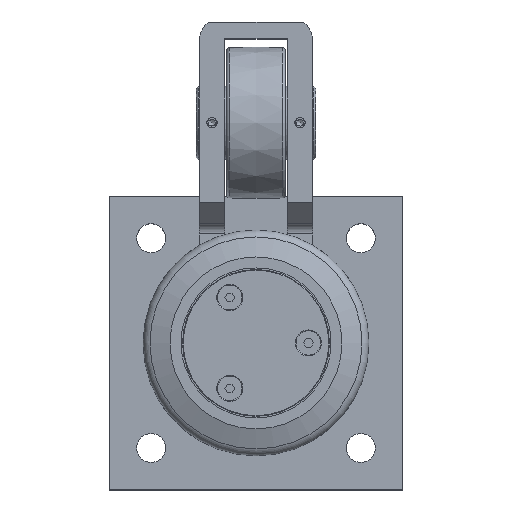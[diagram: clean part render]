
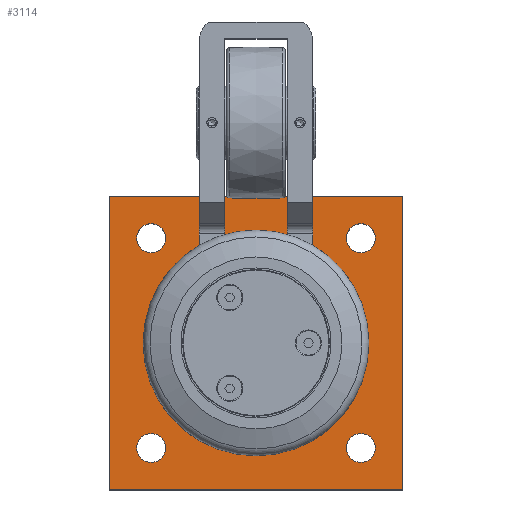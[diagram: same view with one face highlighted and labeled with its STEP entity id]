
A CAD part, top view. The second image highlights one B-rep face of the part: STEP entity #3114.
In plain terms, the highlighted planar face has unit normal (0, 0, 1).
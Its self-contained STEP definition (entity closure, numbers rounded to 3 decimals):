
#105=LINE('',#4720,#327);
#120=LINE('',#4757,#342);
#122=LINE('',#4767,#344);
#137=LINE('',#4804,#359);
#140=LINE('',#4816,#362);
#142=LINE('',#4819,#364);
#143=LINE('',#4823,#365);
#146=LINE('',#4828,#368);
#148=LINE('',#4832,#370);
#166=LINE('',#5104,#388);
#169=LINE('',#5112,#391);
#170=LINE('',#5113,#392);
#327=VECTOR('',#3782,10.);
#342=VECTOR('',#3807,10.);
#344=VECTOR('',#3817,10.);
#359=VECTOR('',#3842,10.);
#362=VECTOR('',#3857,10.);
#364=VECTOR('',#3861,10.);
#365=VECTOR('',#3864,10.);
#368=VECTOR('',#3869,10.);
#370=VECTOR('',#3873,10.);
#388=VECTOR('',#3989,10.);
#391=VECTOR('',#4000,10.);
#392=VECTOR('',#4001,10.);
#574=FACE_BOUND('',#919,.T.);
#575=FACE_BOUND('',#920,.T.);
#576=FACE_BOUND('',#921,.T.);
#577=FACE_BOUND('',#922,.T.);
#578=FACE_BOUND('',#923,.T.);
#579=FACE_BOUND('',#924,.T.);
#580=FACE_BOUND('',#925,.T.);
#624=PLANE('',#3394);
#743=FACE_OUTER_BOUND('',#918,.T.);
#918=EDGE_LOOP('',(#2349,#2350,#2351,#2352));
#919=EDGE_LOOP('',(#2353,#2354));
#920=EDGE_LOOP('',(#2355,#2356));
#921=EDGE_LOOP('',(#2357,#2358));
#922=EDGE_LOOP('',(#2359,#2360));
#923=EDGE_LOOP('',(#2361,#2362,#2363,#2364));
#924=EDGE_LOOP('',(#2365,#2366,#2367,#2368));
#925=EDGE_LOOP('',(#2369));
#1121=CIRCLE('',#3343,6.918);
#1122=CIRCLE('',#3344,6.918);
#1123=CIRCLE('',#3346,6.918);
#1124=CIRCLE('',#3347,6.918);
#1125=CIRCLE('',#3349,6.918);
#1126=CIRCLE('',#3350,6.918);
#1127=CIRCLE('',#3352,6.918);
#1128=CIRCLE('',#3353,6.918);
#1137=CIRCLE('',#3367,35.);
#1312=VERTEX_POINT('',#4717);
#1313=VERTEX_POINT('',#4719);
#1329=VERTEX_POINT('',#4754);
#1330=VERTEX_POINT('',#4756);
#1333=VERTEX_POINT('',#4764);
#1334=VERTEX_POINT('',#4766);
#1350=VERTEX_POINT('',#4801);
#1351=VERTEX_POINT('',#4803);
#1355=VERTEX_POINT('',#4821);
#1356=VERTEX_POINT('',#4822);
#1357=VERTEX_POINT('',#4827);
#1358=VERTEX_POINT('',#4831);
#1359=VERTEX_POINT('',#4835);
#1360=VERTEX_POINT('',#4836);
#1361=VERTEX_POINT('',#4841);
#1362=VERTEX_POINT('',#4842);
#1363=VERTEX_POINT('',#4847);
#1364=VERTEX_POINT('',#4848);
#1365=VERTEX_POINT('',#4853);
#1366=VERTEX_POINT('',#4854);
#1380=VERTEX_POINT('',#4967);
#1645=EDGE_CURVE('',#1313,#1312,#105,.T.);
#1664=EDGE_CURVE('',#1330,#1329,#120,.T.);
#1669=EDGE_CURVE('',#1334,#1333,#122,.T.);
#1688=EDGE_CURVE('',#1351,#1350,#137,.T.);
#1695=EDGE_CURVE('',#1329,#1313,#140,.T.);
#1697=EDGE_CURVE('',#1350,#1334,#142,.T.);
#1698=EDGE_CURVE('',#1355,#1356,#143,.T.);
#1701=EDGE_CURVE('',#1357,#1355,#146,.T.);
#1703=EDGE_CURVE('',#1356,#1358,#148,.T.);
#1705=EDGE_CURVE('',#1359,#1360,#1121,.T.);
#1706=EDGE_CURVE('',#1360,#1359,#1122,.T.);
#1708=EDGE_CURVE('',#1361,#1362,#1123,.T.);
#1709=EDGE_CURVE('',#1362,#1361,#1124,.T.);
#1711=EDGE_CURVE('',#1363,#1364,#1125,.T.);
#1712=EDGE_CURVE('',#1364,#1363,#1126,.T.);
#1714=EDGE_CURVE('',#1365,#1366,#1127,.T.);
#1715=EDGE_CURVE('',#1366,#1365,#1128,.T.);
#1732=EDGE_CURVE('',#1380,#1380,#1137,.T.);
#1758=EDGE_CURVE('',#1333,#1351,#166,.T.);
#1762=EDGE_CURVE('',#1358,#1357,#169,.T.);
#1763=EDGE_CURVE('',#1312,#1330,#170,.T.);
#2349=ORIENTED_EDGE('',*,*,#1703,.F.);
#2350=ORIENTED_EDGE('',*,*,#1698,.F.);
#2351=ORIENTED_EDGE('',*,*,#1701,.F.);
#2352=ORIENTED_EDGE('',*,*,#1762,.F.);
#2353=ORIENTED_EDGE('',*,*,#1705,.T.);
#2354=ORIENTED_EDGE('',*,*,#1706,.T.);
#2355=ORIENTED_EDGE('',*,*,#1708,.T.);
#2356=ORIENTED_EDGE('',*,*,#1709,.T.);
#2357=ORIENTED_EDGE('',*,*,#1711,.T.);
#2358=ORIENTED_EDGE('',*,*,#1712,.T.);
#2359=ORIENTED_EDGE('',*,*,#1714,.T.);
#2360=ORIENTED_EDGE('',*,*,#1715,.T.);
#2361=ORIENTED_EDGE('',*,*,#1669,.T.);
#2362=ORIENTED_EDGE('',*,*,#1758,.T.);
#2363=ORIENTED_EDGE('',*,*,#1688,.T.);
#2364=ORIENTED_EDGE('',*,*,#1697,.T.);
#2365=ORIENTED_EDGE('',*,*,#1645,.T.);
#2366=ORIENTED_EDGE('',*,*,#1763,.T.);
#2367=ORIENTED_EDGE('',*,*,#1664,.T.);
#2368=ORIENTED_EDGE('',*,*,#1695,.T.);
#2369=ORIENTED_EDGE('',*,*,#1732,.T.);
#3114=ADVANCED_FACE('',(#743,#574,#575,#576,#577,#578,#579,#580),#624,.T.);
#3343=AXIS2_PLACEMENT_3D('',#4837,#3877,#3878);
#3344=AXIS2_PLACEMENT_3D('',#4838,#3879,#3880);
#3346=AXIS2_PLACEMENT_3D('',#4843,#3884,#3885);
#3347=AXIS2_PLACEMENT_3D('',#4844,#3886,#3887);
#3349=AXIS2_PLACEMENT_3D('',#4849,#3891,#3892);
#3350=AXIS2_PLACEMENT_3D('',#4850,#3893,#3894);
#3352=AXIS2_PLACEMENT_3D('',#4855,#3898,#3899);
#3353=AXIS2_PLACEMENT_3D('',#4856,#3900,#3901);
#3367=AXIS2_PLACEMENT_3D('',#4969,#3932,#3933);
#3394=AXIS2_PLACEMENT_3D('',#5111,#3998,#3999);
#3782=DIRECTION('',(0.,1.,0.));
#3807=DIRECTION('',(0.,-1.,0.));
#3817=DIRECTION('',(0.,1.,0.));
#3842=DIRECTION('',(0.,-1.,0.));
#3857=DIRECTION('',(-1.,0.,0.));
#3861=DIRECTION('',(-1.,0.,0.));
#3864=DIRECTION('',(-1.,0.,0.));
#3869=DIRECTION('',(0.,-1.,0.));
#3873=DIRECTION('',(0.,1.,0.));
#3877=DIRECTION('center_axis',(0.,0.,-1.));
#3878=DIRECTION('ref_axis',(1.,0.,0.));
#3879=DIRECTION('center_axis',(0.,0.,-1.));
#3880=DIRECTION('ref_axis',(1.,0.,0.));
#3884=DIRECTION('center_axis',(0.,0.,-1.));
#3885=DIRECTION('ref_axis',(1.,0.,0.));
#3886=DIRECTION('center_axis',(0.,0.,-1.));
#3887=DIRECTION('ref_axis',(1.,0.,0.));
#3891=DIRECTION('center_axis',(0.,0.,-1.));
#3892=DIRECTION('ref_axis',(1.,0.,0.));
#3893=DIRECTION('center_axis',(0.,0.,-1.));
#3894=DIRECTION('ref_axis',(1.,0.,0.));
#3898=DIRECTION('center_axis',(0.,0.,-1.));
#3899=DIRECTION('ref_axis',(1.,0.,0.));
#3900=DIRECTION('center_axis',(0.,0.,-1.));
#3901=DIRECTION('ref_axis',(1.,0.,0.));
#3932=DIRECTION('center_axis',(0.,0.,-1.));
#3933=DIRECTION('ref_axis',(0.,-1.,0.));
#3989=DIRECTION('',(1.,0.,0.));
#3998=DIRECTION('center_axis',(0.,0.,1.));
#3999=DIRECTION('ref_axis',(1.,0.,0.));
#4000=DIRECTION('',(1.,0.,0.));
#4001=DIRECTION('',(1.,0.,0.));
#4717=CARTESIAN_POINT('',(-44.516,27.511,-15.));
#4719=CARTESIAN_POINT('',(-44.516,-6.295,-15.));
#4720=CARTESIAN_POINT('',(-44.516,-20.795,-15.));
#4754=CARTESIAN_POINT('',(-32.516,-6.295,-15.));
#4756=CARTESIAN_POINT('',(-32.516,27.511,-15.));
#4757=CARTESIAN_POINT('',(-32.516,7.114,-15.));
#4764=CARTESIAN_POINT('',(-2.516,27.511,-15.));
#4766=CARTESIAN_POINT('',(-2.516,-6.295,-15.));
#4767=CARTESIAN_POINT('',(-2.516,-20.795,-15.));
#4801=CARTESIAN_POINT('',(9.484,-6.295,-15.));
#4803=CARTESIAN_POINT('',(9.484,27.511,-15.));
#4804=CARTESIAN_POINT('',(9.484,7.114,-15.));
#4816=CARTESIAN_POINT('',(-25.016,-6.295,-15.));
#4819=CARTESIAN_POINT('',(-4.016,-6.295,-15.));
#4821=CARTESIAN_POINT('',(52.484,-110.795,-15.));
#4822=CARTESIAN_POINT('',(-87.516,-110.795,-15.));
#4823=CARTESIAN_POINT('',(-87.516,-110.795,-15.));
#4827=CARTESIAN_POINT('',(52.484,29.205,-15.));
#4828=CARTESIAN_POINT('',(52.484,-110.795,-15.));
#4831=CARTESIAN_POINT('',(-87.516,29.205,-15.));
#4832=CARTESIAN_POINT('',(-87.516,29.205,-15.));
#4835=CARTESIAN_POINT('',(-60.598,9.205,-15.));
#4836=CARTESIAN_POINT('',(-74.433,9.205,-15.));
#4837=CARTESIAN_POINT('Origin',(-67.516,9.205,-15.));
#4838=CARTESIAN_POINT('Origin',(-67.516,9.205,-15.));
#4841=CARTESIAN_POINT('',(39.402,9.205,-15.));
#4842=CARTESIAN_POINT('',(25.567,9.205,-15.));
#4843=CARTESIAN_POINT('Origin',(32.484,9.205,-15.));
#4844=CARTESIAN_POINT('Origin',(32.484,9.205,-15.));
#4847=CARTESIAN_POINT('',(39.402,-90.795,-15.));
#4848=CARTESIAN_POINT('',(25.567,-90.795,-15.));
#4849=CARTESIAN_POINT('Origin',(32.484,-90.795,-15.));
#4850=CARTESIAN_POINT('Origin',(32.484,-90.795,-15.));
#4853=CARTESIAN_POINT('',(-60.598,-90.795,-15.));
#4854=CARTESIAN_POINT('',(-74.433,-90.795,-15.));
#4855=CARTESIAN_POINT('Origin',(-67.516,-90.795,-15.));
#4856=CARTESIAN_POINT('Origin',(-67.516,-90.795,-15.));
#4967=CARTESIAN_POINT('',(-17.516,-5.795,-15.));
#4969=CARTESIAN_POINT('Origin',(-17.516,-40.795,-15.));
#5104=CARTESIAN_POINT('',(-2.516,27.511,-15.));
#5111=CARTESIAN_POINT('Origin',(-17.516,-40.795,-15.));
#5112=CARTESIAN_POINT('',(52.484,29.205,-15.));
#5113=CARTESIAN_POINT('',(-44.516,27.511,-15.));
